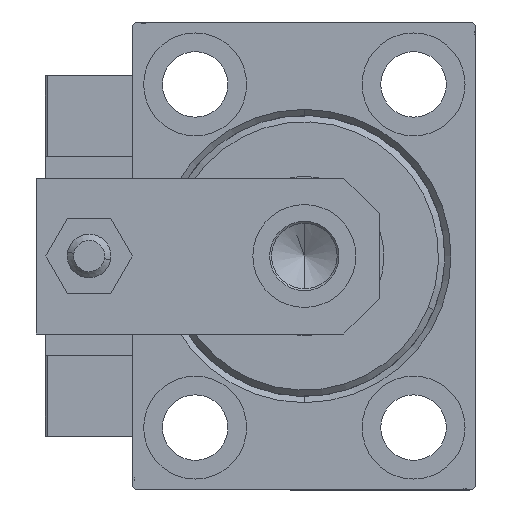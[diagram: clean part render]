
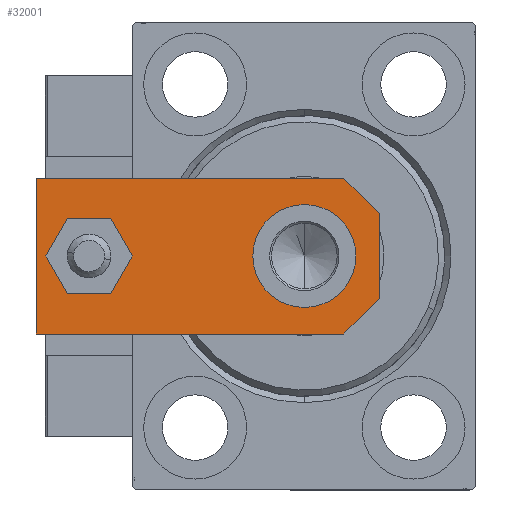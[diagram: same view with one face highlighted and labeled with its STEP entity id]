
A CAD part, left-side view. The second image highlights one B-rep face of the part: STEP entity #32001.
In plain terms, the highlighted face is planar.
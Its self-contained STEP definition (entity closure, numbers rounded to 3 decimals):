
#102 = PLANE ( 'NONE',  #44859 ) ;
#1542 = VERTEX_POINT ( 'NONE', #31201 ) ;
#2570 = DIRECTION ( 'NONE',  ( 0., 0., 1. ) ) ;
#2712 = CARTESIAN_POINT ( 'NONE',  ( 3.42, -3.42, 6. ) ) ;
#3397 = LINE ( 'NONE', #6464, #3610 ) ;
#3610 = VECTOR ( 'NONE', #30538, 1000. ) ;
#4154 = CARTESIAN_POINT ( 'NONE',  ( 8.25, 12., 6. ) ) ;
#4415 = FACE_BOUND ( 'NONE', #47614, .T. ) ;
#4803 = EDGE_CURVE ( 'NONE', #34342, #20073, #45697, .T. ) ;
#4976 = DIRECTION ( 'NONE',  ( 0., 1., 0. ) ) ;
#5303 = CARTESIAN_POINT ( 'NONE',  ( 12.5, 55., 6. ) ) ;
#5985 = EDGE_LOOP ( 'NONE', ( #9184, #48035 ) ) ;
#6273 = VECTOR ( 'NONE', #27016, 1000. ) ;
#6464 = CARTESIAN_POINT ( 'NONE',  ( -12.5, 0., 6. ) ) ;
#6615 = VERTEX_POINT ( 'NONE', #11329 ) ;
#6775 = VERTEX_POINT ( 'NONE', #7376 ) ;
#7064 = AXIS2_PLACEMENT_3D ( 'NONE', #21808, #10658, #10910 ) ;
#7376 = CARTESIAN_POINT ( 'NONE',  ( -8.25, 12., 6. ) ) ;
#7718 = CARTESIAN_POINT ( 'NONE',  ( 0., 0., 6. ) ) ;
#7992 = LINE ( 'NONE', #26769, #6273 ) ;
#9184 = ORIENTED_EDGE ( 'NONE', *, *, #49222, .F. ) ;
#9388 = EDGE_CURVE ( 'NONE', #30823, #34342, #28550, .T. ) ;
#9543 = CARTESIAN_POINT ( 'NONE',  ( 0., 46.5, 6. ) ) ;
#10280 = EDGE_CURVE ( 'NONE', #6775, #33600, #43486, .T. ) ;
#10658 = DIRECTION ( 'NONE',  ( 0., 0., 1. ) ) ;
#10910 = DIRECTION ( 'NONE',  ( 1., 0., 0. ) ) ;
#11329 = CARTESIAN_POINT ( 'NONE',  ( -4., 46.5, 6. ) ) ;
#11767 = FACE_OUTER_BOUND ( 'NONE', #36614, .T. ) ;
#11851 = EDGE_CURVE ( 'NONE', #22124, #47054, #7992, .T. ) ;
#13136 = CARTESIAN_POINT ( 'NONE',  ( 12.5, 5.66, 6. ) ) ;
#13794 = EDGE_CURVE ( 'NONE', #17311, #6615, #44409, .T. ) ;
#14132 = EDGE_CURVE ( 'NONE', #33600, #6775, #49265, .T. ) ;
#15729 = EDGE_CURVE ( 'NONE', #20073, #22124, #45419, .T. ) ;
#15739 = DIRECTION ( 'NONE',  ( 0., 0., 1. ) ) ;
#17311 = VERTEX_POINT ( 'NONE', #40218 ) ;
#19127 = VECTOR ( 'NONE', #23612, 1000. ) ;
#19383 = FACE_BOUND ( 'NONE', #5985, .T. ) ;
#19520 = CIRCLE ( 'NONE', #43810, 4. ) ;
#19791 = VECTOR ( 'NONE', #41769, 1000. ) ;
#20073 = VERTEX_POINT ( 'NONE', #25933 ) ;
#20549 = DIRECTION ( 'NONE',  ( 1., 0., 0. ) ) ;
#20708 = DIRECTION ( 'NONE',  ( 0., 0., 1. ) ) ;
#21706 = ORIENTED_EDGE ( 'NONE', *, *, #14132, .F. ) ;
#21808 = CARTESIAN_POINT ( 'NONE',  ( 0., 12., 6. ) ) ;
#22124 = VERTEX_POINT ( 'NONE', #30305 ) ;
#23612 = DIRECTION ( 'NONE',  ( -1., 0., 0. ) ) ;
#25933 = CARTESIAN_POINT ( 'NONE',  ( -12.5, 55., 6. ) ) ;
#26412 = CARTESIAN_POINT ( 'NONE',  ( -12.5, 55., 6. ) ) ;
#26769 = CARTESIAN_POINT ( 'NONE',  ( -3.42, -3.42, 6. ) ) ;
#27016 = DIRECTION ( 'NONE',  ( 0.707, -0.707, 0. ) ) ;
#27249 = ORIENTED_EDGE ( 'NONE', *, *, #15729, .T. ) ;
#28550 = LINE ( 'NONE', #43520, #36961 ) ;
#28633 = ORIENTED_EDGE ( 'NONE', *, *, #11851, .T. ) ;
#30049 = ORIENTED_EDGE ( 'NONE', *, *, #30839, .T. ) ;
#30305 = CARTESIAN_POINT ( 'NONE',  ( -12.5, 5.66, 6. ) ) ;
#30538 = DIRECTION ( 'NONE',  ( 1., 0., 0. ) ) ;
#30823 = VERTEX_POINT ( 'NONE', #13136 ) ;
#30839 = EDGE_CURVE ( 'NONE', #1542, #30823, #44072, .T. ) ;
#31201 = CARTESIAN_POINT ( 'NONE',  ( 6.84, 0., 6. ) ) ;
#31469 = CARTESIAN_POINT ( 'NONE',  ( 0., 12., 6. ) ) ;
#31559 = DIRECTION ( 'NONE',  ( 0., 0., 1. ) ) ;
#31702 = ORIENTED_EDGE ( 'NONE', *, *, #9388, .T. ) ;
#32001 = ADVANCED_FACE ( 'NONE', ( #19383, #11767, #4415 ), #102, .T. ) ;
#32693 = EDGE_CURVE ( 'NONE', #47054, #1542, #3397, .T. ) ;
#33600 = VERTEX_POINT ( 'NONE', #4154 ) ;
#34342 = VERTEX_POINT ( 'NONE', #5303 ) ;
#36181 = DIRECTION ( 'NONE',  ( 1., 0., 0. ) ) ;
#36614 = EDGE_LOOP ( 'NONE', ( #27249, #28633, #43425, #30049, #31702, #38340 ) ) ;
#36961 = VECTOR ( 'NONE', #4976, 1000. ) ;
#38340 = ORIENTED_EDGE ( 'NONE', *, *, #4803, .T. ) ;
#40218 = CARTESIAN_POINT ( 'NONE',  ( 4., 46.5, 6. ) ) ;
#40371 = AXIS2_PLACEMENT_3D ( 'NONE', #31469, #15739, #20549 ) ;
#41769 = DIRECTION ( 'NONE',  ( 0.707, 0.707, 0. ) ) ;
#42759 = CARTESIAN_POINT ( 'NONE',  ( -6.84, 0., 6. ) ) ;
#42893 = CARTESIAN_POINT ( 'NONE',  ( 12.5, 55., 6. ) ) ;
#43425 = ORIENTED_EDGE ( 'NONE', *, *, #32693, .T. ) ;
#43486 = CIRCLE ( 'NONE', #7064, 8.25 ) ;
#43520 = CARTESIAN_POINT ( 'NONE',  ( 12.5, 0., 6. ) ) ;
#43810 = AXIS2_PLACEMENT_3D ( 'NONE', #9543, #20708, #36181 ) ;
#44072 = LINE ( 'NONE', #2712, #19791 ) ;
#44187 = CARTESIAN_POINT ( 'NONE',  ( 0., 46.5, 6. ) ) ;
#44409 = CIRCLE ( 'NONE', #46039, 4. ) ;
#44859 = AXIS2_PLACEMENT_3D ( 'NONE', #7718, #31559, #46496 ) ;
#44915 = DIRECTION ( 'NONE',  ( 1., 0., 0. ) ) ;
#45419 = LINE ( 'NONE', #26412, #50160 ) ;
#45697 = LINE ( 'NONE', #42893, #19127 ) ;
#46039 = AXIS2_PLACEMENT_3D ( 'NONE', #44187, #2570, #44915 ) ;
#46496 = DIRECTION ( 'NONE',  ( 1., 0., 0. ) ) ;
#47054 = VERTEX_POINT ( 'NONE', #42759 ) ;
#47614 = EDGE_LOOP ( 'NONE', ( #49855, #21706 ) ) ;
#48035 = ORIENTED_EDGE ( 'NONE', *, *, #13794, .F. ) ;
#48973 = DIRECTION ( 'NONE',  ( 0., -1., 0. ) ) ;
#49222 = EDGE_CURVE ( 'NONE', #6615, #17311, #19520, .T. ) ;
#49265 = CIRCLE ( 'NONE', #40371, 8.25 ) ;
#49855 = ORIENTED_EDGE ( 'NONE', *, *, #10280, .F. ) ;
#50160 = VECTOR ( 'NONE', #48973, 1000. ) ;
